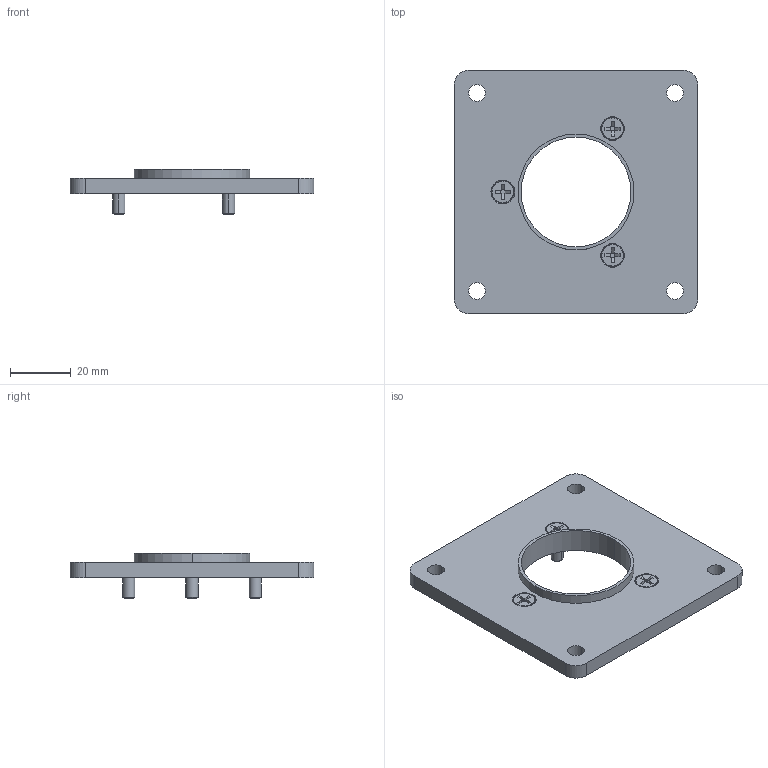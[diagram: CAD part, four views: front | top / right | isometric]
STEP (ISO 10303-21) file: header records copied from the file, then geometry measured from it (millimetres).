
FILE_DESCRIPTION (( 'STEP AP214' ), '1' );
FILE_NAME ('PF4259.STEP', '2024-08-21T12:00:37', ( '' ), ( '' ), 'SwSTEP 2.0', 'SolidWorks 2021', '' );
FILE_SCHEMA (( 'AUTOMOTIVE_DESIGN' ));
Length unit declared in the file: inch
Products named in the file (1): PF4259
Bounding box: 80 x 80 x 15 mm (x, y, z)
Volume: 26866 mm3; surface area: 14489.8 mm2
Topology: 4 solids, 4 shells, 122 faces, 312 edges, 202 vertices
Faces by surface type: plane 52, cylinder 40, cone 18, bspline 12
Entity records: 4200 total; most frequent: CARTESIAN_POINT 1096, DIRECTION 644, ORIENTED_EDGE 624, EDGE_CURVE 312, AXIS2_PLACEMENT_3D 233, VERTEX_POINT 202, LINE 178, VECTOR 178
